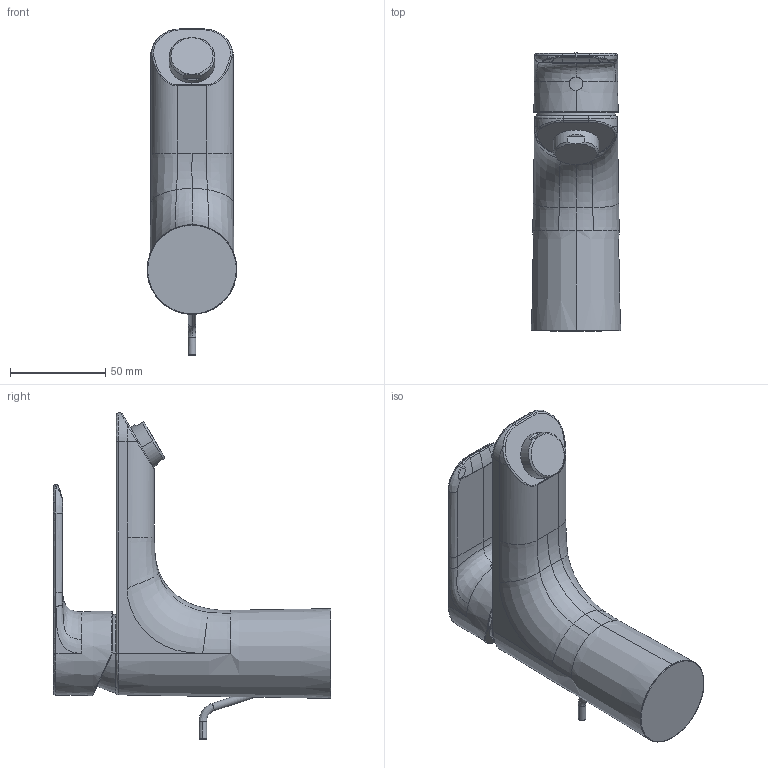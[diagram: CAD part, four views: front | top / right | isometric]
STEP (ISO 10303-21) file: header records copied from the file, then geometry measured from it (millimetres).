
FILE_DESCRIPTION (( 'STEP AP203' ), '1' );
FILE_NAME ('5550220300006(2023).STEP', '2023-09-19T10:28:25', ( '' ), ( '' ), 'SwSTEP 2.0', 'SolidWorks 2016', '' );
FILE_SCHEMA (( 'CONFIG_CONTROL_DESIGN' ));
Length unit declared in the file: millimetre
Products named in the file (1): 5550220300006(2023)
Bounding box: 46.99 x 145.45 x 170.78 mm (x, y, z)
Volume: 330135.7 mm3; surface area: 45033.8 mm2
Topology: 1 solids, 10 shells, 250 faces, 602 edges, 376 vertices
Faces by surface type: bspline 120, plane 95, cylinder 19, cone 14, torus 2
Entity records: 15638 total; most frequent: CARTESIAN_POINT 10720, ORIENTED_EDGE 1204, DIRECTION 709, EDGE_CURVE 602, VERTEX_POINT 376, EDGE_LOOP 254, FACE_OUTER_BOUND 250, ADVANCED_FACE 250
